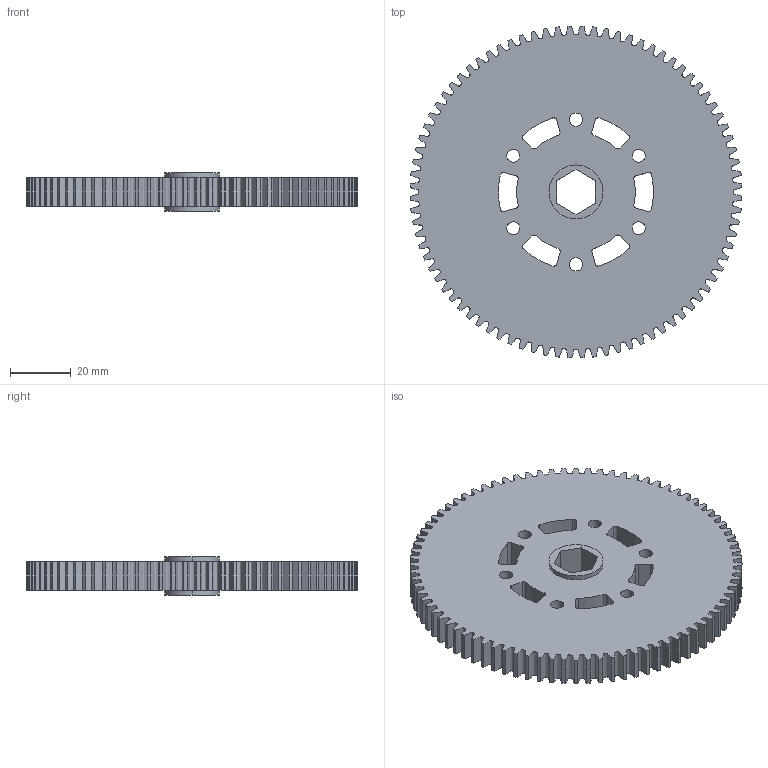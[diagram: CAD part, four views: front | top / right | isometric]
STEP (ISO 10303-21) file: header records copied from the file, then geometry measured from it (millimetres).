
FILE_DESCRIPTION (( 'STEP AP203' ), '1' );
FILE_NAME ('217-2717.20121204.STEP', '2012-12-05T03:08:13', ( 'svradm' ), ( 'Microsoft' ), 'SwSTEP 2.0', 'SolidWorks 2012', '' );
FILE_SCHEMA (( 'CONFIG_CONTROL_DESIGN' ));
Length unit declared in the file: inch
Products named in the file (1): 217-2717.20121204
Bounding box: 109.18 x 109.18 x 12.65 mm (x, y, z)
Volume: 81632.2 mm3; surface area: 26465.2 mm2
Topology: 1 solids, 1 shells, 250 faces, 738 edges, 492 vertices
Faces by surface type: cylinder 144, bspline 84, plane 22
Entity records: 33613 total; most frequent: CARTESIAN_POINT 27101, ORIENTED_EDGE 1476, DIRECTION 1192, EDGE_CURVE 738, VERTEX_POINT 492, AXIS2_PLACEMENT_3D 455, CIRCLE 288, VECTOR 282
